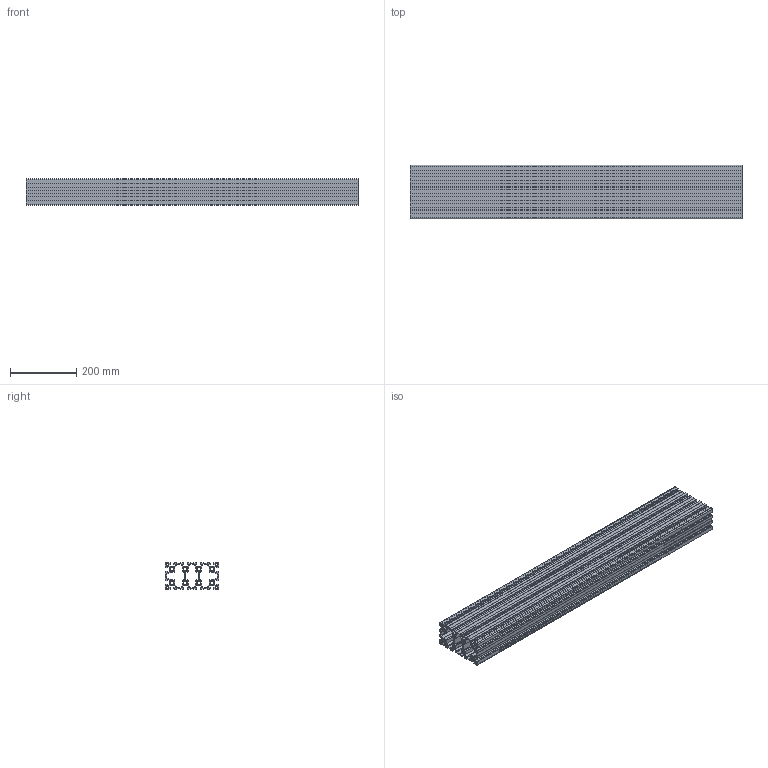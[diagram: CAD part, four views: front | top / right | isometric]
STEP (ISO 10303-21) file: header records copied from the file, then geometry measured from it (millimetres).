
FILE_DESCRIPTION (( 'STEP AP214' ), '1' );
FILE_NAME ('3_842_993_127_1000-Bosch.step', '2020-07-02T12:24:12', ( '' ), ( '' ), 'SwSTEP 2.0', 'SolidWorks 2010', '' );
FILE_SCHEMA (( 'AUTOMOTIVE_DESIGN' ));
Length unit declared in the file: millimetre
Products named in the file (1): 3_842_993_127_1000-Bosch
Bounding box: 1000 x 160 x 80 mm (x, y, z)
Volume: 3281502.2 mm3; surface area: 2119489.3 mm2
Topology: 1 solids, 1 shells, 498 faces, 1488 edges, 992 vertices
Faces by surface type: plane 454, cylinder 44
Entity records: 16574 total; most frequent: CARTESIAN_POINT 2979, ORIENTED_EDGE 2976, DIRECTION 2574, EDGE_CURVE 1488, LINE 1400, VECTOR 1400, VERTEX_POINT 992, AXIS2_PLACEMENT_3D 587
